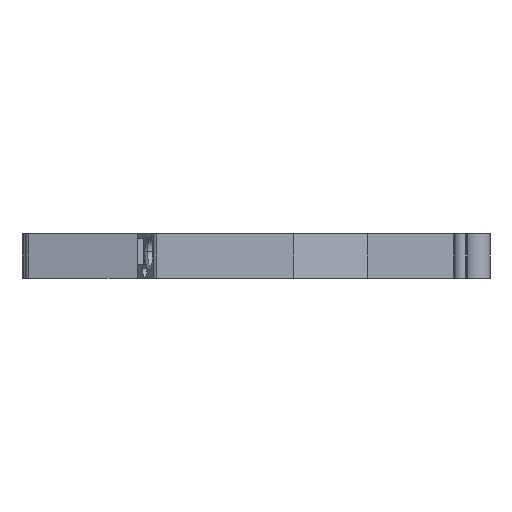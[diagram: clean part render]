
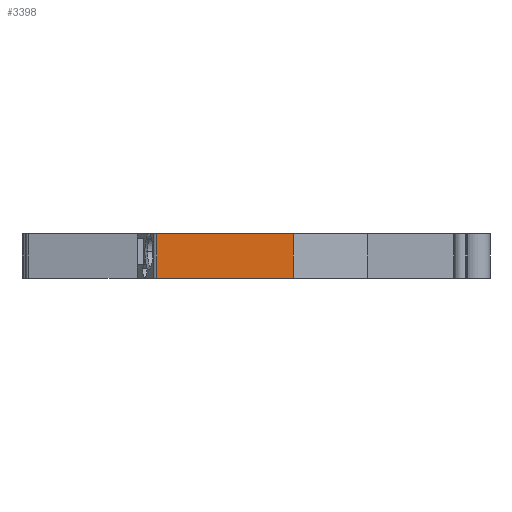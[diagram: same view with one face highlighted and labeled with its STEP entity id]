
A CAD part, left-side view. The second image highlights one B-rep face of the part: STEP entity #3398.
In plain terms, the highlighted planar face has unit normal (-1, 0, 0).
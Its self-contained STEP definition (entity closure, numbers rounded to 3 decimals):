
#168 = ORIENTED_EDGE ( 'NONE', *, *, #3738, .T. ) ;
#297 = VERTEX_POINT ( 'NONE', #7729 ) ;
#339 = EDGE_CURVE ( 'NONE', #6851, #2402, #2810, .T. ) ;
#464 = LINE ( 'NONE', #4722, #4120 ) ;
#1029 = DIRECTION ( 'NONE',  ( 0., -1., 0. ) ) ;
#1121 = EDGE_LOOP ( 'NONE', ( #7514, #6095, #1823, #168 ) ) ;
#1168 = EDGE_CURVE ( 'NONE', #4235, #297, #464, .T. ) ;
#1173 = DIRECTION ( 'NONE',  ( 0., -1., 0. ) ) ;
#1176 = PLANE ( 'NONE',  #2632 ) ;
#1823 = ORIENTED_EDGE ( 'NONE', *, *, #1168, .T. ) ;
#2182 = EDGE_CURVE ( 'NONE', #4235, #6851, #2566, .T. ) ;
#2402 = VERTEX_POINT ( 'NONE', #7265 ) ;
#2437 = CARTESIAN_POINT ( 'NONE',  ( -45.2, 38.363, 6. ) ) ;
#2566 = LINE ( 'NONE', #3201, #4636 ) ;
#2632 = AXIS2_PLACEMENT_3D ( 'NONE', #6529, #2851, #7770 ) ;
#2796 = DIRECTION ( 'NONE',  ( 0., 0., 1. ) ) ;
#2810 = LINE ( 'NONE', #6612, #4233 ) ;
#2851 = DIRECTION ( 'NONE',  ( 1., 0., 0. ) ) ;
#3201 = CARTESIAN_POINT ( 'NONE',  ( -45.2, 38.363, 6. ) ) ;
#3392 = VECTOR ( 'NONE', #7751, 1000. ) ;
#3398 = ADVANCED_FACE ( 'NONE', ( #3521 ), #1176, .F. ) ;
#3521 = FACE_OUTER_BOUND ( 'NONE', #1121, .T. ) ;
#3738 = EDGE_CURVE ( 'NONE', #297, #2402, #6355, .T. ) ;
#4120 = VECTOR ( 'NONE', #1029, 1000. ) ;
#4233 = VECTOR ( 'NONE', #1173, 1000. ) ;
#4235 = VERTEX_POINT ( 'NONE', #6620 ) ;
#4636 = VECTOR ( 'NONE', #2796, 1000. ) ;
#4722 = CARTESIAN_POINT ( 'NONE',  ( -45.2, -3.393, 0. ) ) ;
#5875 = CARTESIAN_POINT ( 'NONE',  ( -45.2, 20., 6. ) ) ;
#6095 = ORIENTED_EDGE ( 'NONE', *, *, #2182, .F. ) ;
#6355 = LINE ( 'NONE', #5875, #3392 ) ;
#6529 = CARTESIAN_POINT ( 'NONE',  ( -45.2, 38.363, 6. ) ) ;
#6612 = CARTESIAN_POINT ( 'NONE',  ( -45.2, -3.393, 6. ) ) ;
#6620 = CARTESIAN_POINT ( 'NONE',  ( -45.2, 38.363, 0. ) ) ;
#6851 = VERTEX_POINT ( 'NONE', #2437 ) ;
#7265 = CARTESIAN_POINT ( 'NONE',  ( -45.2, 20., 6. ) ) ;
#7514 = ORIENTED_EDGE ( 'NONE', *, *, #339, .F. ) ;
#7729 = CARTESIAN_POINT ( 'NONE',  ( -45.2, 20., 0. ) ) ;
#7751 = DIRECTION ( 'NONE',  ( 0., 0., 1. ) ) ;
#7770 = DIRECTION ( 'NONE',  ( 0., 0., -1. ) ) ;
